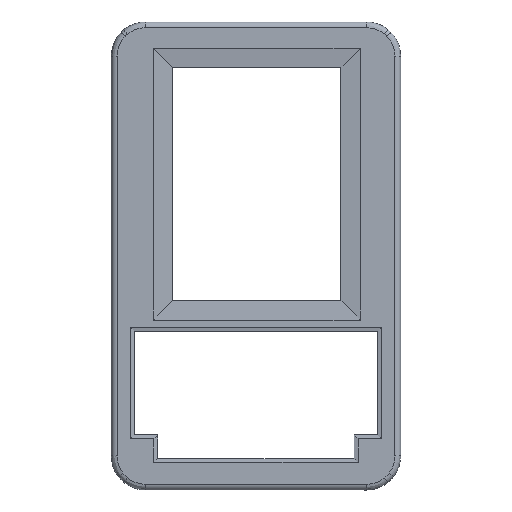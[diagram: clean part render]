
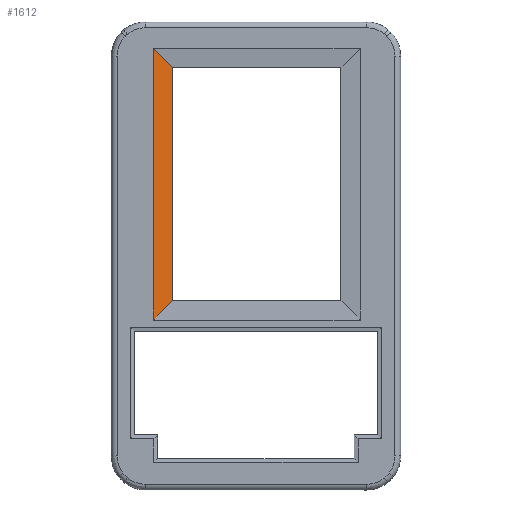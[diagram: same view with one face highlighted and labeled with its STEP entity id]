
A CAD part, top view. The second image highlights one B-rep face of the part: STEP entity #1612.
In plain terms, the highlighted planar face has unit normal (0.1, 0, 0.995).
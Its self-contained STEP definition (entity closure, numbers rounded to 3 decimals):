
#87=PLANE('',#1738);
#212=FACE_OUTER_BOUND('',#309,.T.);
#309=EDGE_LOOP('',(#1456,#1457,#1458,#1459));
#420=LINE('',#3659,#579);
#485=LINE('',#3806,#644);
#503=LINE('',#3841,#662);
#504=LINE('',#3842,#663);
#579=VECTOR('',#1922,10.);
#644=VECTOR('',#2047,10.);
#662=VECTOR('',#2089,10.);
#663=VECTOR('',#2090,10.);
#763=VERTEX_POINT('',#3657);
#764=VERTEX_POINT('',#3658);
#814=VERTEX_POINT('',#3798);
#816=VERTEX_POINT('',#3804);
#950=EDGE_CURVE('',#763,#764,#420,.T.);
#1023=EDGE_CURVE('',#814,#816,#485,.T.);
#1041=EDGE_CURVE('',#816,#763,#503,.T.);
#1042=EDGE_CURVE('',#764,#814,#504,.T.);
#1456=ORIENTED_EDGE('',*,*,#1023,.T.);
#1457=ORIENTED_EDGE('',*,*,#1041,.T.);
#1458=ORIENTED_EDGE('',*,*,#950,.T.);
#1459=ORIENTED_EDGE('',*,*,#1042,.T.);
#1612=ADVANCED_FACE('',(#212),#87,.T.);
#1738=AXIS2_PLACEMENT_3D('',#3840,#2087,#2088);
#1922=DIRECTION('',(0.,-1.,0.));
#2047=DIRECTION('',(0.,1.,0.));
#2087=DIRECTION('center_axis',(0.1,0.,0.995));
#2088=DIRECTION('ref_axis',(0.995,0.,-0.1));
#2089=DIRECTION('',(-0.705,0.705,0.071));
#2090=DIRECTION('',(0.705,0.705,-0.071));
#3657=CARTESIAN_POINT('',(21.345,63.416,19.6));
#3658=CARTESIAN_POINT('',(21.345,-7.593,19.6));
#3659=CARTESIAN_POINT('',(21.345,33.78,19.6));
#3798=CARTESIAN_POINT('',(26.345,-2.593,19.1));
#3804=CARTESIAN_POINT('',(26.345,58.416,19.1));
#3806=CARTESIAN_POINT('',(26.345,33.78,19.1));
#3840=CARTESIAN_POINT('Origin',(23.845,33.78,19.35));
#3841=CARTESIAN_POINT('',(26.345,58.416,19.1));
#3842=CARTESIAN_POINT('',(21.345,-7.593,19.6));
